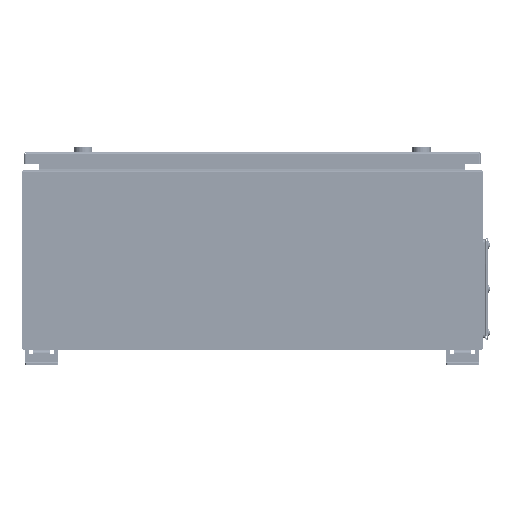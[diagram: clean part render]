
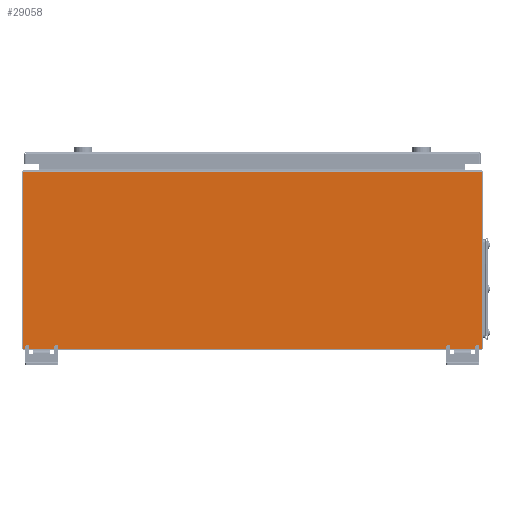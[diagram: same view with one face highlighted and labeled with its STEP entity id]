
A CAD part, left-side view. The second image highlights one B-rep face of the part: STEP entity #29058.
In plain terms, the highlighted planar face has unit normal (-1, 0, 0).
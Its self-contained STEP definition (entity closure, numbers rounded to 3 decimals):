
#4199 = VERTEX_POINT ( 'NONE', #31982 ) ;
#4556 = CARTESIAN_POINT ( 'NONE',  ( -1.5, 350., 136.5 ) ) ;
#5216 = DIRECTION ( 'NONE',  ( 0., 0., -1. ) ) ;
#6862 = LINE ( 'NONE', #12512, #34669 ) ;
#7227 = ORIENTED_EDGE ( 'NONE', *, *, #23861, .T. ) ;
#7896 = VERTEX_POINT ( 'NONE', #47652 ) ;
#11020 = CARTESIAN_POINT ( 'NONE',  ( -1.5, -350., -133.5 ) ) ;
#11272 = LINE ( 'NONE', #32761, #26033 ) ;
#12512 = CARTESIAN_POINT ( 'NONE',  ( -1.5, -350., 133.5 ) ) ;
#14390 = ORIENTED_EDGE ( 'NONE', *, *, #67322, .F. ) ;
#14485 = VECTOR ( 'NONE', #49862, 1000. ) ;
#15887 = DIRECTION ( 'NONE',  ( 0., 0., 1. ) ) ;
#18212 = ORIENTED_EDGE ( 'NONE', *, *, #48120, .F. ) ;
#18428 = VECTOR ( 'NONE', #15887, 1000. ) ;
#18824 = DIRECTION ( 'NONE',  ( -1., 0., 0. ) ) ;
#23861 = EDGE_CURVE ( 'NONE', #29127, #52024, #6862, .T. ) ;
#25232 = ORIENTED_EDGE ( 'NONE', *, *, #65859, .T. ) ;
#26033 = VECTOR ( 'NONE', #5216, 1000. ) ;
#26147 = CARTESIAN_POINT ( 'NONE',  ( -1.5, 0., 0. ) ) ;
#27249 = AXIS2_PLACEMENT_3D ( 'NONE', #32894, #18824, #47506 ) ;
#28014 = VERTEX_POINT ( 'NONE', #11020 ) ;
#28030 = ORIENTED_EDGE ( 'NONE', *, *, #30925, .F. ) ;
#28709 = DIRECTION ( 'NONE',  ( 0., 1., 0. ) ) ;
#29058 = ADVANCED_FACE ( 'NONE', ( #37476 ), #60569, .T. ) ;
#29127 = VERTEX_POINT ( 'NONE', #74498 ) ;
#30925 = EDGE_CURVE ( 'NONE', #4199, #52024, #67657, .T. ) ;
#31982 = CARTESIAN_POINT ( 'NONE',  ( -1.5, 350., -133.5 ) ) ;
#32761 = CARTESIAN_POINT ( 'NONE',  ( -1.5, -350., 136.5 ) ) ;
#32894 = CARTESIAN_POINT ( 'NONE',  ( -1.5, -347., -133.5 ) ) ;
#34669 = VECTOR ( 'NONE', #28709, 1000. ) ;
#35925 = VERTEX_POINT ( 'NONE', #64230 ) ;
#37270 = AXIS2_PLACEMENT_3D ( 'NONE', #53342, #42353, #70797 ) ;
#37476 = FACE_OUTER_BOUND ( 'NONE', #66791, .T. ) ;
#42353 = DIRECTION ( 'NONE',  ( -1., 0., 0. ) ) ;
#43852 = CARTESIAN_POINT ( 'NONE',  ( -1.5, -350., -136.5 ) ) ;
#44231 = LINE ( 'NONE', #43852, #14485 ) ;
#44516 = CARTESIAN_POINT ( 'NONE',  ( -1.5, 350., 133.5 ) ) ;
#44711 = AXIS2_PLACEMENT_3D ( 'NONE', #26147, #49172, #72284 ) ;
#46412 = CIRCLE ( 'NONE', #27249, 3. ) ;
#47506 = DIRECTION ( 'NONE',  ( 0., 0., 1. ) ) ;
#47652 = CARTESIAN_POINT ( 'NONE',  ( -1.5, -347., -136.5 ) ) ;
#48120 = EDGE_CURVE ( 'NONE', #7896, #35925, #44231, .T. ) ;
#49172 = DIRECTION ( 'NONE',  ( -1., 0., 0. ) ) ;
#49862 = DIRECTION ( 'NONE',  ( 0., 1., 0. ) ) ;
#50508 = CIRCLE ( 'NONE', #37270, 3. ) ;
#52024 = VERTEX_POINT ( 'NONE', #44516 ) ;
#53342 = CARTESIAN_POINT ( 'NONE',  ( -1.5, 347., -133.5 ) ) ;
#60569 = PLANE ( 'NONE',  #44711 ) ;
#64230 = CARTESIAN_POINT ( 'NONE',  ( -1.5, 347., -136.5 ) ) ;
#65859 = EDGE_CURVE ( 'NONE', #7896, #28014, #46412, .T. ) ;
#66791 = EDGE_LOOP ( 'NONE', ( #18212, #25232, #14390, #7227, #28030, #69142 ) ) ;
#67322 = EDGE_CURVE ( 'NONE', #29127, #28014, #11272, .T. ) ;
#67657 = LINE ( 'NONE', #4556, #18428 ) ;
#68482 = EDGE_CURVE ( 'NONE', #4199, #35925, #50508, .T. ) ;
#69142 = ORIENTED_EDGE ( 'NONE', *, *, #68482, .T. ) ;
#70797 = DIRECTION ( 'NONE',  ( 0., 0., 1. ) ) ;
#72284 = DIRECTION ( 'NONE',  ( 0., 0., 1. ) ) ;
#74498 = CARTESIAN_POINT ( 'NONE',  ( -1.5, -350., 133.5 ) ) ;
